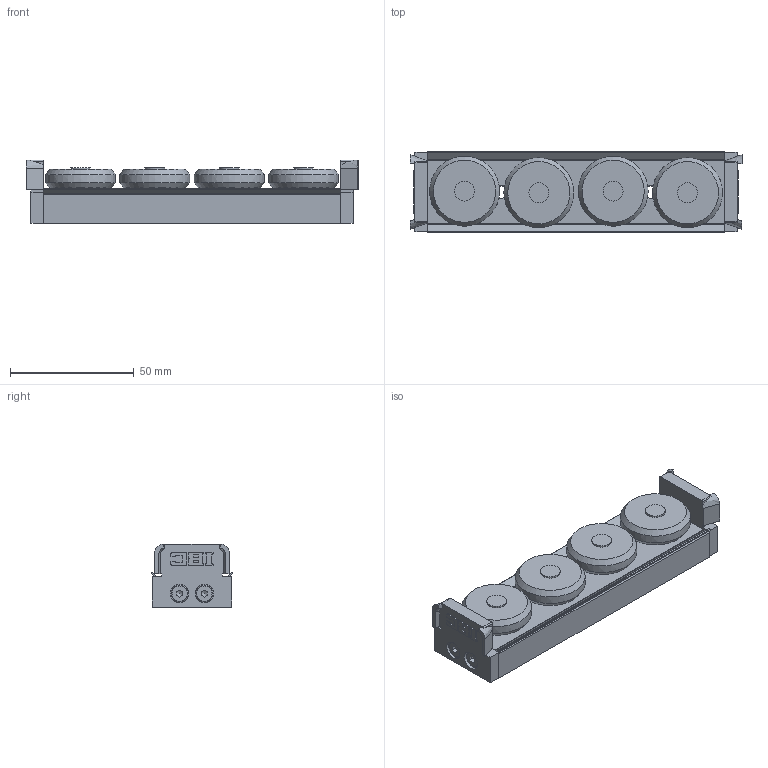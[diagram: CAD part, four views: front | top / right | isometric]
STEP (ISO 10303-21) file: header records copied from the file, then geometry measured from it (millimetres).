
FILE_DESCRIPTION((''),'2;1');
FILE_NAME('D-CL 35-22-A.2RS.AUS.stp','2017-04-18T10:24:29',('USpaeth'),(''),'Autodesk Inventor 2012','Autodesk Inventor 2012','');
FILE_SCHEMA(('AUTOMOTIVE_DESIGN { 1 0 10303 214 1 1 1 1 }'));
Length unit declared in the file: millimetre
Products named in the file (7): D-CL 35-22-A.2RS.AUS; LL.CL 35-22-A; Dummy 28-35 ; ABS U35; Abstreiferlippe-120mm; DIN 7984 M5 x 14; DIN 7984 M4 x 8
Assembly tree (17 placements, depth 2):
  D-CL 35-22-A.2RS.AUS
    LL.CL 35-22-A
    Dummy 28-35   x4
    ABS U35  x2
    Abstreiferlippe-120mm  x2
    DIN 7984 M5 x 14  x4
    DIN 7984 M4 x 8  x4
Bounding box: 134 x 33.08 x 25.8 mm (x, y, z)
Volume: 71570.4 mm3; surface area: 37968.3 mm2
Topology: 17 solids, 17 shells, 468 faces, 1126 edges, 734 vertices
Faces by surface type: plane 280, cylinder 122, cone 38, torus 16, bspline 12
Full cylindrical faces by diameter (mm): 0.5 x2, 2.5 x6, 3.242 x4, 4 x4, 4.917 x2, 5 x8, 5.5 x4, 7 x4, 7.5 x4, 8 x4, 8.5 x4, 9 x4, 12 x8, 17 x4
Entity records: 6581 total; most frequent: CARTESIAN_POINT 1216, DIRECTION 1092, ORIENTED_EDGE 952, EDGE_CURVE 476, AXIS2_PLACEMENT_3D 395, VERTEX_POINT 346, EDGE_LOOP 324, VECTOR 302
